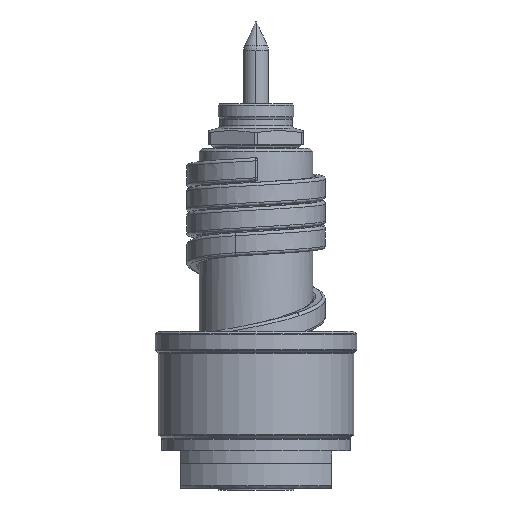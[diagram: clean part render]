
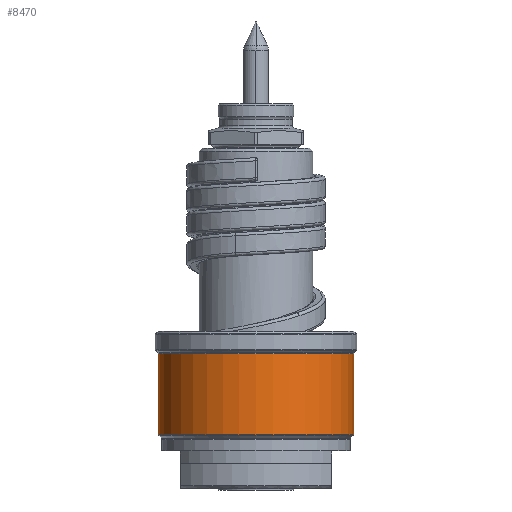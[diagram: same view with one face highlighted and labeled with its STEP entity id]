
A CAD part, front view. The second image highlights one B-rep face of the part: STEP entity #8470.
In plain terms, the highlighted cylindrical face has radius 15.5 mm (diameter 31 mm), a partial arc.
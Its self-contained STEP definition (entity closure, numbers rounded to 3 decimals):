
#1988=CARTESIAN_POINT('',(0.,0.,8.583));
#1989=DIRECTION('',(0.,0.,1.));
#1990=DIRECTION('',(-1.,0.,0.));
#1991=AXIS2_PLACEMENT_3D('',#1988,#1989,#1990);
#1993=DIRECTION('',(0.,0.,-1.));
#1994=VECTOR('',#1993,12.835);
#1995=CARTESIAN_POINT('',(-15.5,0.,21.417));
#1996=LINE('',#1995,#1994);
#1997=CARTESIAN_POINT('',(0.,0.,21.417));
#1998=DIRECTION('',(0.,0.,1.));
#1999=DIRECTION('',(-1.,0.,0.));
#2000=AXIS2_PLACEMENT_3D('',#1997,#1998,#1999);
#2002=DIRECTION('',(0.,0.,-1.));
#2003=VECTOR('',#2002,12.835);
#2004=CARTESIAN_POINT('',(15.5,0.,21.417));
#2005=LINE('',#2004,#2003);
#5667=CARTESIAN_POINT('',(15.5,0.,21.417));
#5668=CARTESIAN_POINT('',(-15.5,0.,21.417));
#5669=VERTEX_POINT('',#5667);
#5670=VERTEX_POINT('',#5668);
#5693=CARTESIAN_POINT('',(15.5,0.,8.583));
#5694=VERTEX_POINT('',#5693);
#5695=CARTESIAN_POINT('',(-15.5,0.,8.583));
#5696=VERTEX_POINT('',#5695);
#8458=CARTESIAN_POINT('',(0.,0.,7.15));
#8459=DIRECTION('',(0.,0.,1.));
#8460=DIRECTION('',(-1.,0.,0.));
#8461=AXIS2_PLACEMENT_3D('',#8458,#8459,#8460);
#8462=CYLINDRICAL_SURFACE('',#8461,15.5);
#8463=ORIENTED_EDGE('',*,*,#8430,.F.);
#8464=ORIENTED_EDGE('',*,*,#8448,.F.);
#8466=ORIENTED_EDGE('',*,*,#8465,.T.);
#8467=ORIENTED_EDGE('',*,*,#8444,.T.);
#8468=EDGE_LOOP('',(#8463,#8464,#8466,#8467));
#8469=FACE_OUTER_BOUND('',#8468,.F.);
#1992=CIRCLE('',#1991,15.5);
#2001=CIRCLE('',#2000,15.5);
#8430=EDGE_CURVE('',#5696,#5694,#1992,.T.);
#8444=EDGE_CURVE('',#5669,#5694,#2005,.T.);
#8448=EDGE_CURVE('',#5670,#5696,#1996,.T.);
#8465=EDGE_CURVE('',#5670,#5669,#2001,.T.);
#8470=ADVANCED_FACE('',(#8469),#8462,.T.);
